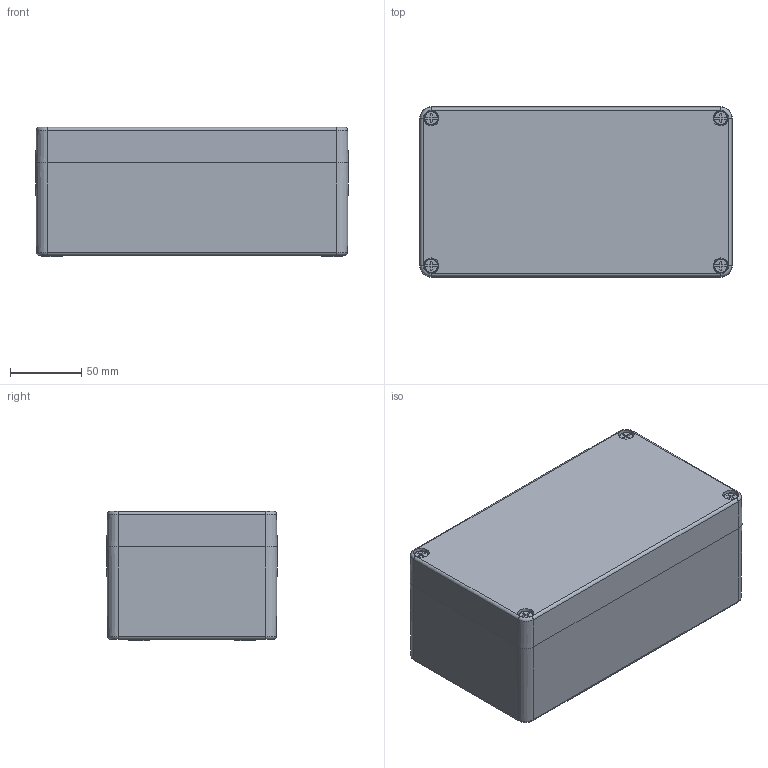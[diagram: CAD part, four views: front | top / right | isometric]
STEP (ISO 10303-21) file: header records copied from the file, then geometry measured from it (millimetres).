
FILE_DESCRIPTION( ( '' ), '1' );
FILE_NAME( '4026.1_CP_220_90.stp', '2013-02-07T12:43:52', ( '' ), ( '' ), ' ', ' ', ' ' );
FILE_SCHEMA( ( 'CONFIG_CONTROL_DESIGN' ) );
Length unit declared in the file: millimetre
Products named in the file (6): 1; 2; 3; 4; 5; 6
Bounding box: 220 x 120 x 91 mm (x, y, z)
Volume: 588229.5 mm3; surface area: 233498 mm2
Topology: 6 solids, 6 shells, 465 faces, 1160 edges, 718 vertices
Faces by surface type: plane 185, cone 156, cylinder 96, torus 28
Entity records: 14074 total; most frequent: CARTESIAN_POINT 2557, DIRECTION 2490, ORIENTED_EDGE 2264, EDGE_CURVE 1132, AXIS2_PLACEMENT_3D 927, VERTEX_POINT 718, LINE 636, VECTOR 636
